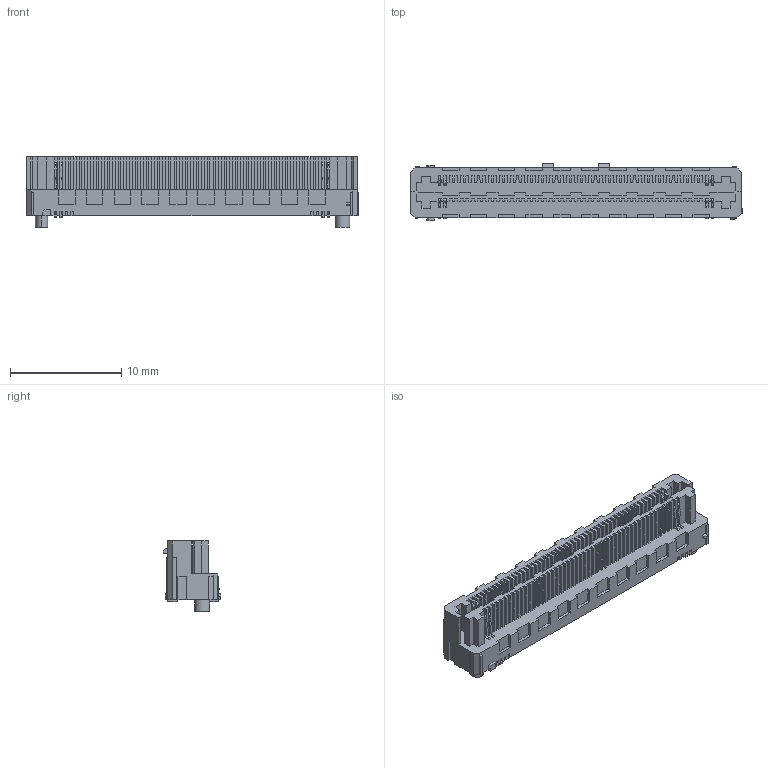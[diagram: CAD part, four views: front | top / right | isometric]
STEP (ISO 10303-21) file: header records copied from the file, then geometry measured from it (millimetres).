
FILE_DESCRIPTION((''),'2;1');
FILE_NAME('SAMTEC_LSHM-150-04.0-L-DV-A-N.stp','2014-05-21T11:49:17',(''),(''),'Mechanical Desktop 2011','Mechanical Desktop 2011',', , ');
FILE_SCHEMA(('AUTOMOTIVE_DESIGN { 1 2 10303 214 1 1 1 1 }'));
Length unit declared in the file: millimetre
Products named in the file (1): Product
Bounding box: 29.8 x 5.13 x 6.3 mm (x, y, z)
Volume: 423.7 mm3; surface area: 1202.6 mm2
Topology: 19 solids, 19 shells, 942 faces, 2686 edges, 1787 vertices
Faces by surface type: plane 752, cylinder 102, bspline 88
Entity records: 30277 total; most frequent: CARTESIAN_POINT 5708, ORIENTED_EDGE 5372, DIRECTION 4604, EDGE_CURVE 2686, VECTOR 2478, LINE 2478, VERTEX_POINT 1787, AXIS2_PLACEMENT_3D 1063
